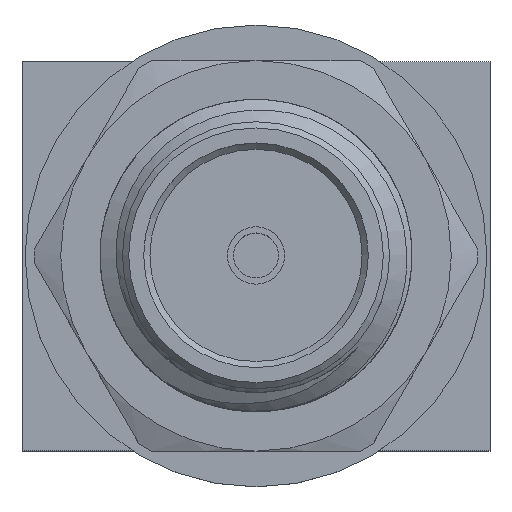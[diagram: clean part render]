
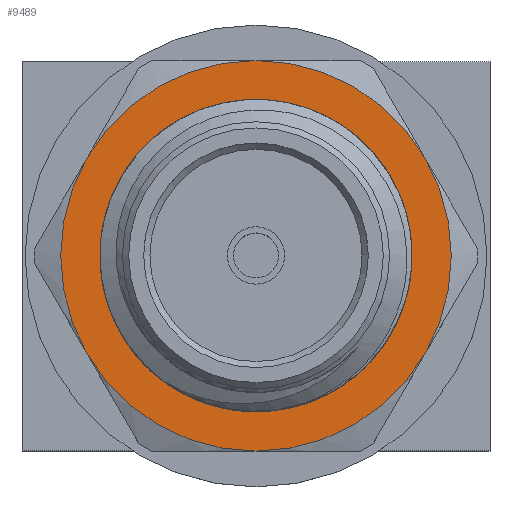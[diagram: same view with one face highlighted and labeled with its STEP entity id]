
A CAD part, top view. The second image highlights one B-rep face of the part: STEP entity #9489.
In plain terms, the highlighted planar face has unit normal (0, 0, 1).
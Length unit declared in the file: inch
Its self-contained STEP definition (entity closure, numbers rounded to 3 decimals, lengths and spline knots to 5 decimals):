
#61 = CARTESIAN_POINT ( 'NONE',  ( -0.13553, -0.07825, 0.185 ) ) ;
#259 = DIRECTION ( 'NONE',  ( 0., 0., 1. ) ) ;
#313 = ORIENTED_EDGE ( 'NONE', *, *, #6039, .T. ) ;
#353 = DIRECTION ( 'NONE',  ( 1., 0., 0. ) ) ;
#368 = AXIS2_PLACEMENT_3D ( 'NONE', #7193, #3277, #1110 ) ;
#416 = DIRECTION ( 'NONE',  ( 1., 0., 0. ) ) ;
#607 = B_SPLINE_CURVE_WITH_KNOTS ( 'NONE', 3,
 ( #5448, #3034, #3839, #4600, #6912, #6156 ),
 .UNSPECIFIED., .F., .F.,
 ( 4, 2, 4 ),
 ( 0., 0.00078, 0.00157 ),
 .UNSPECIFIED. ) ;
#654 = CARTESIAN_POINT ( 'NONE',  ( -0.12145, -0.00108, 0.185 ) ) ;
#662 = CARTESIAN_POINT ( 'NONE',  ( 0., 0.1565, 0.185 ) ) ;
#951 = CARTESIAN_POINT ( 'NONE',  ( 0.13553, -0.07825, 0.185 ) ) ;
#1000 = DIRECTION ( 'NONE',  ( 0., 0., 1. ) ) ;
#1010 = AXIS2_PLACEMENT_3D ( 'NONE', #5679, #1101, #9598 ) ;
#1101 = DIRECTION ( 'NONE',  ( 0., 0., -1. ) ) ;
#1110 = DIRECTION ( 'NONE',  ( 1., 0., 0. ) ) ;
#1169 = CARTESIAN_POINT ( 'NONE',  ( -0.11124, 0.05701, 0.185 ) ) ;
#1172 = AXIS2_PLACEMENT_3D ( 'NONE', #2012, #9757, #416 ) ;
#1279 = FACE_BOUND ( 'NONE', #6454, .T. ) ;
#1320 = EDGE_CURVE ( 'NONE', #4411, #3533, #607, .T. ) ;
#1400 = DIRECTION ( 'NONE',  ( 0., 0., 1. ) ) ;
#1457 = CARTESIAN_POINT ( 'NONE',  ( -0.12085, -0.00644, 0.185 ) ) ;
#1483 = ORIENTED_EDGE ( 'NONE', *, *, #8367, .F. ) ;
#1547 = EDGE_CURVE ( 'NONE', #2097, #9832, #6787, .T. ) ;
#1607 = CARTESIAN_POINT ( 'NONE',  ( -0.11856, 0.03664, 0.185 ) ) ;
#1802 = ORIENTED_EDGE ( 'NONE', *, *, #7557, .T. ) ;
#1933 = PLANE ( 'NONE',  #5987 ) ;
#1968 = CIRCLE ( 'NONE', #2136, 0.125 ) ;
#2012 = CARTESIAN_POINT ( 'NONE',  ( 0., 0., 0.185 ) ) ;
#2041 = EDGE_CURVE ( 'NONE', #8369, #7425, #8410, .T. ) ;
#2097 = VERTEX_POINT ( 'NONE', #951 ) ;
#2136 = AXIS2_PLACEMENT_3D ( 'NONE', #4075, #259, #353 ) ;
#2316 = CARTESIAN_POINT ( 'NONE',  ( -0.12146, 0.01513, 0.185 ) ) ;
#2365 = CARTESIAN_POINT ( 'NONE',  ( -0.12099, 0.0206, 0.185 ) ) ;
#2586 = AXIS2_PLACEMENT_3D ( 'NONE', #5980, #1400, #9801 ) ;
#2615 = CARTESIAN_POINT ( 'NONE',  ( -0.13553, 0.07825, 0.185 ) ) ;
#2757 = CARTESIAN_POINT ( 'NONE',  ( -0.12085, -0.00644, 0.185 ) ) ;
#2789 = CARTESIAN_POINT ( 'NONE',  ( 0., 0., 0.185 ) ) ;
#3034 = CARTESIAN_POINT ( 'NONE',  ( -0.02738, 0.12176, 0.185 ) ) ;
#3170 = CARTESIAN_POINT ( 'NONE',  ( -0.11124, 0.05701, 0.185 ) ) ;
#3240 = CIRCLE ( 'NONE', #7734, 0.1565 ) ;
#3277 = DIRECTION ( 'NONE',  ( 0., 0., 1. ) ) ;
#3360 = VERTEX_POINT ( 'NONE', #2615 ) ;
#3533 = VERTEX_POINT ( 'NONE', #8188 ) ;
#3543 = FACE_OUTER_BOUND ( 'NONE', #8016, .T. ) ;
#3586 = CIRCLE ( 'NONE', #1172, 0.1565 ) ;
#3722 = ORIENTED_EDGE ( 'NONE', *, *, #8576, .T. ) ;
#3839 = CARTESIAN_POINT ( 'NONE',  ( -0.01716, 0.12295, 0.185 ) ) ;
#4075 = CARTESIAN_POINT ( 'NONE',  ( 0., 0., 0.185 ) ) ;
#4118 = DIRECTION ( 'NONE',  ( 0., 0., 1. ) ) ;
#4300 = ORIENTED_EDGE ( 'NONE', *, *, #1320, .T. ) ;
#4411 = VERTEX_POINT ( 'NONE', #6513 ) ;
#4600 = CARTESIAN_POINT ( 'NONE',  ( 0.00347, 0.12275, 0.185 ) ) ;
#4867 = CIRCLE ( 'NONE', #8554, 0.1565 ) ;
#5060 = ORIENTED_EDGE ( 'NONE', *, *, #6338, .T. ) ;
#5351 = CIRCLE ( 'NONE', #2586, 0.1565 ) ;
#5387 = CARTESIAN_POINT ( 'NONE',  ( -0.11559, 0.047, 0.185 ) ) ;
#5448 = CARTESIAN_POINT ( 'NONE',  ( -0.0375, 0.11924, 0.185 ) ) ;
#5660 = ORIENTED_EDGE ( 'NONE', *, *, #8973, .T. ) ;
#5679 = CARTESIAN_POINT ( 'NONE',  ( 0., 0., 0.185 ) ) ;
#5760 = DIRECTION ( 'NONE',  ( 1., 0., 0. ) ) ;
#5819 = AXIS2_PLACEMENT_3D ( 'NONE', #8084, #4118, #9449 ) ;
#5980 = CARTESIAN_POINT ( 'NONE',  ( 0., 0., 0.185 ) ) ;
#5987 = AXIS2_PLACEMENT_3D ( 'NONE', #2789, #6614, #5760 ) ;
#6039 = EDGE_CURVE ( 'NONE', #3533, #8369, #9676, .T. ) ;
#6156 = CARTESIAN_POINT ( 'NONE',  ( 0.02381, 0.11865, 0.185 ) ) ;
#6167 = EDGE_CURVE ( 'NONE', #9832, #6253, #5351, .T. ) ;
#6240 = CARTESIAN_POINT ( 'NONE',  ( -0.12168, 0.00431, 0.185 ) ) ;
#6253 = VERTEX_POINT ( 'NONE', #662 ) ;
#6338 = EDGE_CURVE ( 'NONE', #3360, #6903, #3240, .T. ) ;
#6454 = EDGE_LOOP ( 'NONE', ( #1483, #4300, #313, #8455 ) ) ;
#6513 = CARTESIAN_POINT ( 'NONE',  ( -0.0375, 0.11924, 0.185 ) ) ;
#6614 = DIRECTION ( 'NONE',  ( 0., 0., 1. ) ) ;
#6659 = CARTESIAN_POINT ( 'NONE',  ( 0., 0., 0.185 ) ) ;
#6787 = CIRCLE ( 'NONE', #368, 0.1565 ) ;
#6903 = VERTEX_POINT ( 'NONE', #61 ) ;
#6908 = CARTESIAN_POINT ( 'NONE',  ( 0., -0.1565, 0.185 ) ) ;
#6912 = CARTESIAN_POINT ( 'NONE',  ( 0.01388, 0.12132, 0.185 ) ) ;
#7083 = DIRECTION ( 'NONE',  ( 1., 0., 0. ) ) ;
#7193 = CARTESIAN_POINT ( 'NONE',  ( 0., 0., 0.185 ) ) ;
#7425 = VERTEX_POINT ( 'NONE', #1169 ) ;
#7557 = EDGE_CURVE ( 'NONE', #9730, #2097, #8226, .T. ) ;
#7701 = CARTESIAN_POINT ( 'NONE',  ( 0.13553, 0.07825, 0.185 ) ) ;
#7734 = AXIS2_PLACEMENT_3D ( 'NONE', #6659, #9715, #8460 ) ;
#8016 = EDGE_LOOP ( 'NONE', ( #9313, #8796, #5660, #5060, #3722, #1802 ) ) ;
#8084 = CARTESIAN_POINT ( 'NONE',  ( 0., 0., 0.185 ) ) ;
#8188 = CARTESIAN_POINT ( 'NONE',  ( 0.02381, 0.11865, 0.185 ) ) ;
#8226 = CIRCLE ( 'NONE', #5819, 0.1565 ) ;
#8367 = EDGE_CURVE ( 'NONE', #4411, #7425, #1968, .T. ) ;
#8369 = VERTEX_POINT ( 'NONE', #2757 ) ;
#8410 = B_SPLINE_CURVE_WITH_KNOTS ( 'NONE', 3,
 ( #1457, #654, #6240, #2316, #2365, #1607, #5387, #3170 ),
 .UNSPECIFIED., .F., .F.,
 ( 4, 2, 2, 4 ),
 ( 0.00139, 0.0018, 0.00221, 0.00303 ),
 .UNSPECIFIED. ) ;
#8455 = ORIENTED_EDGE ( 'NONE', *, *, #2041, .T. ) ;
#8460 = DIRECTION ( 'NONE',  ( 1., 0., 0. ) ) ;
#8554 = AXIS2_PLACEMENT_3D ( 'NONE', #9493, #1000, #7083 ) ;
#8576 = EDGE_CURVE ( 'NONE', #6903, #9730, #3586, .T. ) ;
#8796 = ORIENTED_EDGE ( 'NONE', *, *, #6167, .T. ) ;
#8973 = EDGE_CURVE ( 'NONE', #6253, #3360, #4867, .T. ) ;
#9313 = ORIENTED_EDGE ( 'NONE', *, *, #1547, .T. ) ;
#9449 = DIRECTION ( 'NONE',  ( 1., 0., 0. ) ) ;
#9489 = ADVANCED_FACE ( 'NONE', ( #3543, #1279 ), #1933, .T. ) ;
#9493 = CARTESIAN_POINT ( 'NONE',  ( 0., 0., 0.185 ) ) ;
#9598 = DIRECTION ( 'NONE',  ( 1., 0., 0. ) ) ;
#9676 = CIRCLE ( 'NONE', #1010, 0.12102 ) ;
#9715 = DIRECTION ( 'NONE',  ( 0., 0., 1. ) ) ;
#9730 = VERTEX_POINT ( 'NONE', #6908 ) ;
#9757 = DIRECTION ( 'NONE',  ( 0., 0., 1. ) ) ;
#9801 = DIRECTION ( 'NONE',  ( 1., 0., 0. ) ) ;
#9832 = VERTEX_POINT ( 'NONE', #7701 ) ;
